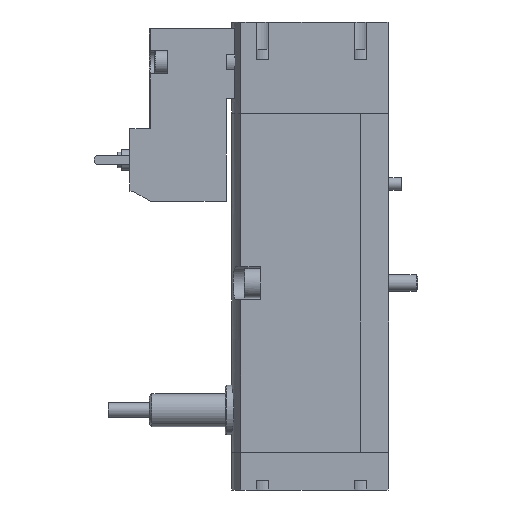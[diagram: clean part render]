
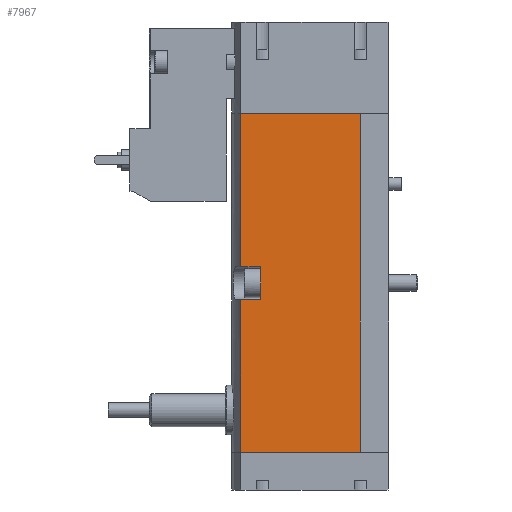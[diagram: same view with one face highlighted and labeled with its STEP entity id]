
A CAD part, left-side view. The second image highlights one B-rep face of the part: STEP entity #7967.
In plain terms, the highlighted planar face has unit normal (-1, 0, 0).
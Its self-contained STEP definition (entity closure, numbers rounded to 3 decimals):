
#104=LINE('',#11098,#571);
#105=LINE('',#11112,#572);
#140=LINE('',#11237,#607);
#141=LINE('',#11239,#608);
#142=LINE('',#11241,#609);
#143=LINE('',#11242,#610);
#144=LINE('',#11244,#611);
#145=LINE('',#11246,#612);
#146=LINE('',#11248,#613);
#147=LINE('',#11250,#614);
#571=VECTOR('',#9254,1000.);
#572=VECTOR('',#9259,1000.);
#607=VECTOR('',#9334,1000.);
#608=VECTOR('',#9335,1000.);
#609=VECTOR('',#9336,1000.);
#610=VECTOR('',#9337,1000.);
#611=VECTOR('',#9338,1000.);
#612=VECTOR('',#9339,1000.);
#613=VECTOR('',#9340,1000.);
#614=VECTOR('',#9341,1000.);
#1373=ORIENTED_EDGE('',*,*,#2948,.T.);
#1374=ORIENTED_EDGE('',*,*,#3005,.T.);
#1375=ORIENTED_EDGE('',*,*,#3006,.F.);
#1376=ORIENTED_EDGE('',*,*,#3007,.F.);
#1377=ORIENTED_EDGE('',*,*,#2952,.T.);
#1378=ORIENTED_EDGE('',*,*,#3008,.F.);
#1379=ORIENTED_EDGE('',*,*,#3009,.F.);
#1380=ORIENTED_EDGE('',*,*,#3010,.F.);
#1381=ORIENTED_EDGE('',*,*,#3011,.F.);
#1382=ORIENTED_EDGE('',*,*,#3012,.F.);
#2948=EDGE_CURVE('',#3767,#3766,#104,.T.);
#2952=EDGE_CURVE('',#3771,#3770,#105,.T.);
#3005=EDGE_CURVE('',#3766,#3815,#140,.T.);
#3006=EDGE_CURVE('',#3816,#3815,#141,.T.);
#3007=EDGE_CURVE('',#3771,#3816,#142,.T.);
#3008=EDGE_CURVE('',#3817,#3770,#143,.T.);
#3009=EDGE_CURVE('',#3818,#3817,#144,.T.);
#3010=EDGE_CURVE('',#3819,#3818,#145,.T.);
#3011=EDGE_CURVE('',#3820,#3819,#146,.T.);
#3012=EDGE_CURVE('',#3767,#3820,#147,.T.);
#3766=VERTEX_POINT('',#11097);
#3767=VERTEX_POINT('',#11099);
#3770=VERTEX_POINT('',#11111);
#3771=VERTEX_POINT('',#11113);
#3815=VERTEX_POINT('',#11238);
#3816=VERTEX_POINT('',#11240);
#3817=VERTEX_POINT('',#11243);
#3818=VERTEX_POINT('',#11245);
#3819=VERTEX_POINT('',#11247);
#3820=VERTEX_POINT('',#11249);
#4542=EDGE_LOOP('',(#1373,#1374,#1375,#1376,#1377,#1378,#1379,#1380,#1381,
#1382));
#4973=FACE_BOUND('',#4542,.T.);
#5388=PLANE('',#8442);
#7967=ADVANCED_FACE('',(#4973),#5388,.F.);
#8442=AXIS2_PLACEMENT_3D('',#11236,#9332,#9333);
#9254=DIRECTION('',(0.,0.,-1.));
#9259=DIRECTION('',(0.,0.,-1.));
#9332=DIRECTION('',(1.,0.,0.));
#9333=DIRECTION('',(0.,0.,-1.));
#9334=DIRECTION('',(0.,-1.,0.));
#9335=DIRECTION('',(0.,0.,-1.));
#9336=DIRECTION('',(0.,-1.,0.));
#9337=DIRECTION('',(0.,1.,0.));
#9338=DIRECTION('',(0.,0.,1.));
#9339=DIRECTION('',(0.,0.,1.));
#9340=DIRECTION('',(0.,0.,1.));
#9341=DIRECTION('',(0.,-1.,0.));
#11097=CARTESIAN_POINT('',(-12.9,35.805,-40.9));
#11098=CARTESIAN_POINT('',(-12.9,35.805,41.));
#11099=CARTESIAN_POINT('',(-12.9,35.805,-4.));
#11111=CARTESIAN_POINT('',(-12.9,35.805,4.));
#11112=CARTESIAN_POINT('',(-12.9,35.805,41.));
#11113=CARTESIAN_POINT('',(-12.9,35.805,41.));
#11236=CARTESIAN_POINT('',(-12.9,35.805,41.));
#11237=CARTESIAN_POINT('',(-12.9,35.805,-40.9));
#11238=CARTESIAN_POINT('',(-12.9,6.85,-40.9));
#11239=CARTESIAN_POINT('',(-12.9,6.85,41.));
#11240=CARTESIAN_POINT('',(-12.9,6.85,41.));
#11241=CARTESIAN_POINT('',(-12.9,35.805,41.));
#11242=CARTESIAN_POINT('',(-12.9,35.805,4.));
#11243=CARTESIAN_POINT('',(-12.9,31.,4.));
#11244=CARTESIAN_POINT('',(-12.9,31.,41.));
#11245=CARTESIAN_POINT('',(-12.9,31.,0.831));
#11246=CARTESIAN_POINT('',(-12.9,31.,41.));
#11247=CARTESIAN_POINT('',(-12.9,31.,-0.831));
#11248=CARTESIAN_POINT('',(-12.9,31.,41.));
#11249=CARTESIAN_POINT('',(-12.9,31.,-4.));
#11250=CARTESIAN_POINT('',(-12.9,35.805,-4.));
